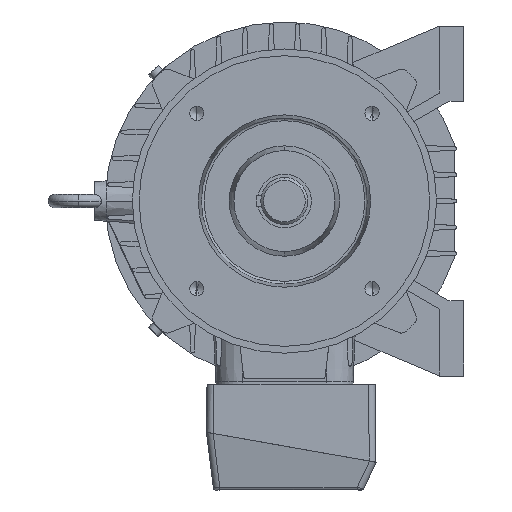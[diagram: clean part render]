
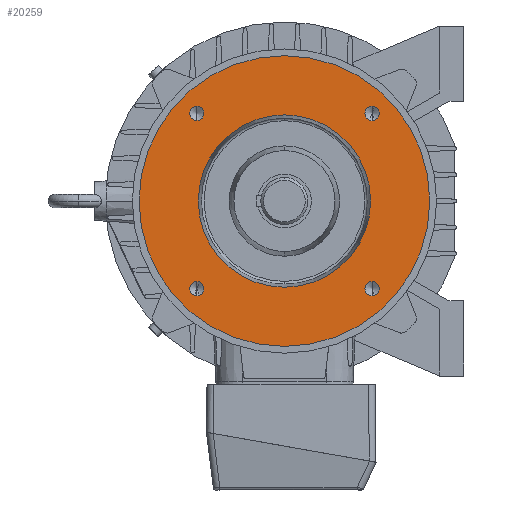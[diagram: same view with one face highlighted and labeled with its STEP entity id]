
A CAD part, left-side view. The second image highlights one B-rep face of the part: STEP entity #20259.
In plain terms, the highlighted planar face has unit normal (-1, 0, 0).
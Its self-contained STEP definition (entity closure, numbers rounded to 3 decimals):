
#102 = CARTESIAN_POINT ( 'NONE',  ( -65.3, 65.089, -70.389 ) ) ;
#16518 = EDGE_CURVE ( 'NONE', #16248, #17603, #19878, .T. ) ;
#229 = VERTEX_POINT ( 'NONE', #3900 ) ;
#16681 = CIRCLE ( 'NONE', #16682, 5.3 ) ;
#16682 = AXIS2_PLACEMENT_3D ( 'NONE', #16683, #16684, #16685 ) ;
#16683 = CARTESIAN_POINT ( 'NONE',  ( -65.3, -65.089, -65.089 ) ) ;
#16684 = DIRECTION ( 'NONE',  ( -1., 0., 0. ) ) ;
#16685 = DIRECTION ( 'NONE',  ( 0., 0., 1. ) ) ;
#16830 = VERTEX_POINT ( 'NONE', #20099 ) ;
#492 = EDGE_CURVE ( 'NONE', #1573, #229, #4249, .T. ) ;
#584 = VERTEX_POINT ( 'NONE', #4321 ) ;
#17098 = EDGE_CURVE ( 'NONE', #18183, #16830, #20247, .T. ) ;
#864 = EDGE_CURVE ( 'NONE', #1922, #584, #4535, .T. ) ;
#17603 = VERTEX_POINT ( 'NONE', #20711 ) ;
#1573 = VERTEX_POINT ( 'NONE', #4972 ) ;
#18183 = VERTEX_POINT ( 'NONE', #102 ) ;
#1922 = VERTEX_POINT ( 'NONE', #5345 ) ;
#2018 = CARTESIAN_POINT ( 'NONE',  ( -65.3, 65.089, 59.789 ) ) ;
#2196 = FACE_BOUND ( 'NONE', #19967, .T. ) ;
#2197 = FACE_BOUND ( 'NONE', #6271, .T. ) ;
#2198 = FACE_BOUND ( 'NONE', #4279, .T. ) ;
#2199 = FACE_BOUND ( 'NONE', #3292, .T. ) ;
#2200 = FACE_BOUND ( 'NONE', #11746, .T. ) ;
#2201 = FACE_OUTER_BOUND ( 'NONE', #10203, .T. ) ;
#2202 = PLANE ( 'NONE',  #2203 ) ;
#2203 = AXIS2_PLACEMENT_3D ( 'NONE', #2204, #2214, #2215 ) ;
#2204 = CARTESIAN_POINT ( 'NONE',  ( -65.3, 107.95, 0. ) ) ;
#2214 = DIRECTION ( 'NONE',  ( 1., 0., 0. ) ) ;
#2215 = DIRECTION ( 'NONE',  ( 0., 0., -1. ) ) ;
#2574 = CIRCLE ( 'NONE', #2575, 64. ) ;
#2575 = AXIS2_PLACEMENT_3D ( 'NONE', #2576, #2577, #2578 ) ;
#2576 = CARTESIAN_POINT ( 'NONE',  ( -65.3, 0., 0. ) ) ;
#2577 = DIRECTION ( 'NONE',  ( -1., 0., 0. ) ) ;
#2578 = DIRECTION ( 'NONE',  ( 0., 0., 1. ) ) ;
#19342 = ORIENTED_EDGE ( 'NONE', *, *, #7391, .F. ) ;
#3292 = EDGE_LOOP ( 'NONE', ( #13120, #12054 ) ) ;
#19678 = CARTESIAN_POINT ( 'NONE',  ( -65.3, 0., 107.95 ) ) ;
#3377 = ORIENTED_EDGE ( 'NONE', *, *, #8735, .F. ) ;
#19878 = CIRCLE ( 'NONE', #19879, 107.95 ) ;
#19879 = AXIS2_PLACEMENT_3D ( 'NONE', #19880, #19881, #19882 ) ;
#19880 = CARTESIAN_POINT ( 'NONE',  ( -65.3, 0., 0. ) ) ;
#19881 = DIRECTION ( 'NONE',  ( -1., 0., 0. ) ) ;
#19882 = DIRECTION ( 'NONE',  ( 0., 0., 1. ) ) ;
#3547 = EDGE_CURVE ( 'NONE', #8458, #9807, #7936, .T. ) ;
#19967 = EDGE_LOOP ( 'NONE', ( #19342, #6572 ) ) ;
#20013 = VERTEX_POINT ( 'NONE', #2018 ) ;
#3683 = ORIENTED_EDGE ( 'NONE', *, *, #3547, .F. ) ;
#20099 = CARTESIAN_POINT ( 'NONE',  ( -65.3, 65.089, -59.789 ) ) ;
#20247 = CIRCLE ( 'NONE', #20248, 5.3 ) ;
#20248 = AXIS2_PLACEMENT_3D ( 'NONE', #20249, #20250, #20251 ) ;
#20249 = CARTESIAN_POINT ( 'NONE',  ( -65.3, 65.089, -65.089 ) ) ;
#20250 = DIRECTION ( 'NONE',  ( -1., 0., 0. ) ) ;
#20251 = DIRECTION ( 'NONE',  ( 0., 0., 1. ) ) ;
#20259 = ADVANCED_FACE ( 'NONE', ( #2196, #2197, #2198, #2199, #2200, #2201 ), #2202, .F. ) ;
#3900 = CARTESIAN_POINT ( 'NONE',  ( -65.3, -65.089, -59.789 ) ) ;
#4249 = CIRCLE ( 'NONE', #4250, 5.3 ) ;
#4250 = AXIS2_PLACEMENT_3D ( 'NONE', #4251, #4252, #4253 ) ;
#4251 = CARTESIAN_POINT ( 'NONE',  ( -65.3, -65.089, -65.089 ) ) ;
#4252 = DIRECTION ( 'NONE',  ( -1., 0., 0. ) ) ;
#4253 = DIRECTION ( 'NONE',  ( 0., 0., 1. ) ) ;
#4279 = EDGE_LOOP ( 'NONE', ( #3683, #3377 ) ) ;
#4321 = CARTESIAN_POINT ( 'NONE',  ( -65.3, 0., 64. ) ) ;
#20711 = CARTESIAN_POINT ( 'NONE',  ( -65.3, 0., -107.95 ) ) ;
#20745 = EDGE_CURVE ( 'NONE', #584, #1922, #2574, .T. ) ;
#4535 = CIRCLE ( 'NONE', #4536, 64. ) ;
#4536 = AXIS2_PLACEMENT_3D ( 'NONE', #4537, #4538, #4539 ) ;
#4537 = CARTESIAN_POINT ( 'NONE',  ( -65.3, 0., 0. ) ) ;
#4538 = DIRECTION ( 'NONE',  ( -1., 0., 0. ) ) ;
#4539 = DIRECTION ( 'NONE',  ( 0., 0., 1. ) ) ;
#4576 = ORIENTED_EDGE ( 'NONE', *, *, #7242, .F. ) ;
#4972 = CARTESIAN_POINT ( 'NONE',  ( -65.3, -65.089, -70.389 ) ) ;
#5209 = EDGE_CURVE ( 'NONE', #6963, #20013, #9943, .T. ) ;
#5345 = CARTESIAN_POINT ( 'NONE',  ( -65.3, 0., -64. ) ) ;
#5655 = ORIENTED_EDGE ( 'NONE', *, *, #5209, .F. ) ;
#6271 = EDGE_LOOP ( 'NONE', ( #5655, #4576 ) ) ;
#6572 = ORIENTED_EDGE ( 'NONE', *, *, #17098, .F. ) ;
#6963 = VERTEX_POINT ( 'NONE', #11392 ) ;
#7242 = EDGE_CURVE ( 'NONE', #20013, #6963, #11597, .T. ) ;
#7391 = EDGE_CURVE ( 'NONE', #16830, #18183, #11689, .T. ) ;
#7936 = CIRCLE ( 'NONE', #7937, 5.3 ) ;
#7937 = AXIS2_PLACEMENT_3D ( 'NONE', #7949, #7950, #7951 ) ;
#7949 = CARTESIAN_POINT ( 'NONE',  ( -65.3, -65.089, 65.089 ) ) ;
#7950 = DIRECTION ( 'NONE',  ( -1., 0., 0. ) ) ;
#7951 = DIRECTION ( 'NONE',  ( 0., 0., 1. ) ) ;
#8282 = EDGE_CURVE ( 'NONE', #17603, #16248, #12399, .T. ) ;
#8458 = VERTEX_POINT ( 'NONE', #12547 ) ;
#8735 = EDGE_CURVE ( 'NONE', #9807, #8458, #12758, .T. ) ;
#8739 = ORIENTED_EDGE ( 'NONE', *, *, #8282, .T. ) ;
#9577 = ORIENTED_EDGE ( 'NONE', *, *, #16518, .T. ) ;
#9807 = VERTEX_POINT ( 'NONE', #13484 ) ;
#9943 = CIRCLE ( 'NONE', #9944, 5.3 ) ;
#9944 = AXIS2_PLACEMENT_3D ( 'NONE', #9945, #9946, #9947 ) ;
#9945 = CARTESIAN_POINT ( 'NONE',  ( -65.3, 65.089, 65.089 ) ) ;
#9946 = DIRECTION ( 'NONE',  ( -1., 0., 0. ) ) ;
#9947 = DIRECTION ( 'NONE',  ( 0., 0., 1. ) ) ;
#10203 = EDGE_LOOP ( 'NONE', ( #9577, #8739 ) ) ;
#10493 = ORIENTED_EDGE ( 'NONE', *, *, #864, .F. ) ;
#11125 = ORIENTED_EDGE ( 'NONE', *, *, #20745, .F. ) ;
#11392 = CARTESIAN_POINT ( 'NONE',  ( -65.3, 65.089, 70.389 ) ) ;
#11597 = CIRCLE ( 'NONE', #11598, 5.3 ) ;
#11598 = AXIS2_PLACEMENT_3D ( 'NONE', #11599, #11600, #11601 ) ;
#11599 = CARTESIAN_POINT ( 'NONE',  ( -65.3, 65.089, 65.089 ) ) ;
#11600 = DIRECTION ( 'NONE',  ( -1., 0., 0. ) ) ;
#11601 = DIRECTION ( 'NONE',  ( 0., 0., 1. ) ) ;
#11689 = CIRCLE ( 'NONE', #11690, 5.3 ) ;
#11690 = AXIS2_PLACEMENT_3D ( 'NONE', #11691, #11692, #11693 ) ;
#11691 = CARTESIAN_POINT ( 'NONE',  ( -65.3, 65.089, -65.089 ) ) ;
#11692 = DIRECTION ( 'NONE',  ( -1., 0., 0. ) ) ;
#11693 = DIRECTION ( 'NONE',  ( 0., 0., 1. ) ) ;
#11746 = EDGE_LOOP ( 'NONE', ( #11125, #10493 ) ) ;
#12054 = ORIENTED_EDGE ( 'NONE', *, *, #492, .F. ) ;
#12399 = CIRCLE ( 'NONE', #12400, 107.95 ) ;
#12400 = AXIS2_PLACEMENT_3D ( 'NONE', #12409, #12410, #12411 ) ;
#12409 = CARTESIAN_POINT ( 'NONE',  ( -65.3, 0., 0. ) ) ;
#12410 = DIRECTION ( 'NONE',  ( -1., 0., 0. ) ) ;
#12411 = DIRECTION ( 'NONE',  ( 0., 0., 1. ) ) ;
#12547 = CARTESIAN_POINT ( 'NONE',  ( -65.3, -65.089, 70.389 ) ) ;
#12675 = EDGE_CURVE ( 'NONE', #229, #1573, #16681, .T. ) ;
#12758 = CIRCLE ( 'NONE', #12759, 5.3 ) ;
#12759 = AXIS2_PLACEMENT_3D ( 'NONE', #12760, #12765, #12766 ) ;
#12760 = CARTESIAN_POINT ( 'NONE',  ( -65.3, -65.089, 65.089 ) ) ;
#12765 = DIRECTION ( 'NONE',  ( -1., 0., 0. ) ) ;
#12766 = DIRECTION ( 'NONE',  ( 0., 0., 1. ) ) ;
#13120 = ORIENTED_EDGE ( 'NONE', *, *, #12675, .F. ) ;
#13484 = CARTESIAN_POINT ( 'NONE',  ( -65.3, -65.089, 59.789 ) ) ;
#16248 = VERTEX_POINT ( 'NONE', #19678 ) ;
